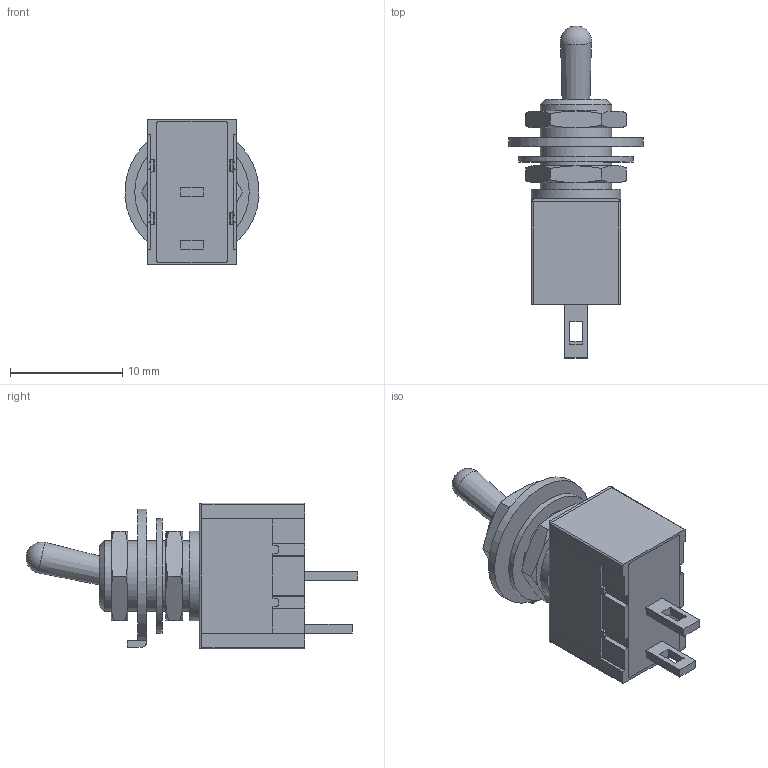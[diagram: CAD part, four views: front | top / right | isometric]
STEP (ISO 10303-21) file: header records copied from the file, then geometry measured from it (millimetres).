
FILE_DESCRIPTION(/* description */ ('Bushing Mount Miniature Toggles - Switch-Series M - Miniature Toggles'),/* implementation_level */ '2;1');
FILE_NAME(/* name */ 'ELEC_Toggle_M2011S3S1W01.iam.step',/* time_stamp */ '2014-01-07T11:27:46-08:00',/* author */ ('Cadenas PARTsolutions'),/* organization */ ('NKKSWITCHES'),/* preprocessor_version */ 'ST-DEVELOPER v15.2',/* originating_system */ 'Autodesk Inventor 2014',/* authorisation */ '');
FILE_SCHEMA (('AUTOMOTIVE_DESIGN { 1 0 10303 214 3 1 1 }'));
Length unit declared in the file: inch
Products named in the file (8): M20111S3S1W01-switch; M201S1M201-bushing; AT513H; AT507H; AT509; M201101-terminals; M20S3-toggles; ELEC_Toggle_M2011S3S1W01
Bounding box: 11.95 x 29.61 x 13 mm (x, y, z)
Volume: 1347.5 mm3; surface area: 2270.8 mm2
Topology: 8 solids, 8 shells, 236 faces, 629 edges, 412 vertices
Faces by surface type: plane 156, cylinder 51, cone 28, sphere 1
Full cylindrical faces by diameter (mm): 4.445 x1, 5.359 x2, 10.211 x1
Entity records: 6757 total; most frequent: CARTESIAN_POINT 1222, ORIENTED_EDGE 1130, DIRECTION 1119, EDGE_CURVE 565, LINE 419, VECTOR 419, VERTEX_POINT 375, AXIS2_PLACEMENT_3D 350
